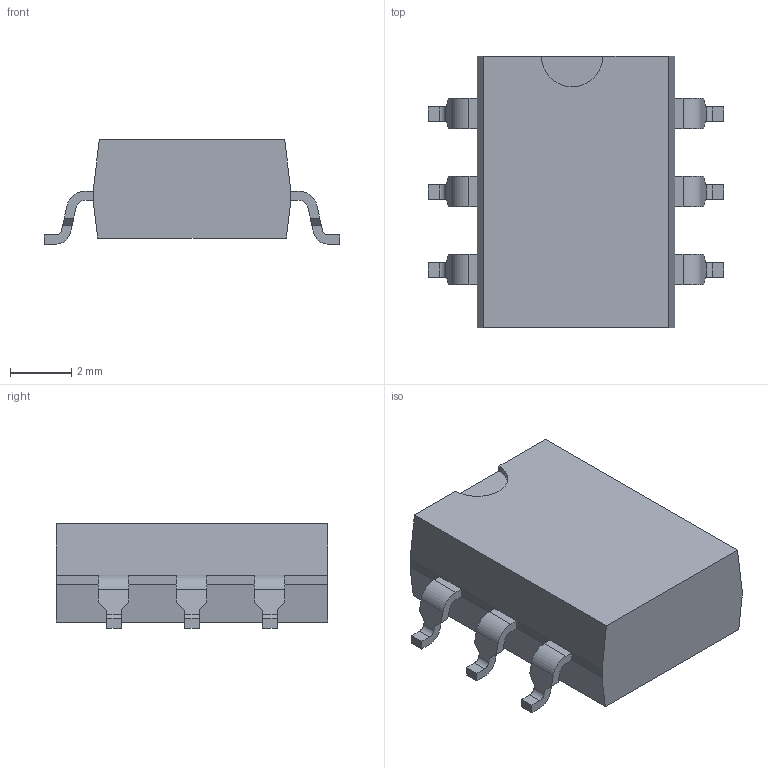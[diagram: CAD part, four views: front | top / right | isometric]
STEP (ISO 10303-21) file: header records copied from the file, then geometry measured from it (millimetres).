
FILE_DESCRIPTION(/* description */ (''),/* implementation_level */ '2;1');
FILE_NAME(/* name */ 'PANASONIC_AQV21(DIP).stp',/* time_stamp */ '2016-05-17T14:13:38+02:00',/* author */ ('bcivel'),/* organization */ (''),/* preprocessor_version */ 'ST-DEVELOPER v15.5',/* originating_system */ 'AutoCAD Mechanical',/* authorisation */ '');
FILE_SCHEMA (('AUTOMOTIVE_DESIGN { 1 0 10303 214 3 1 1 }'));
Length unit declared in the file: millimetre
Products named in the file (1): Product
Bounding box: 9.62 x 8.85 x 3.4 mm (x, y, z)
Volume: 181.1 mm3; surface area: 240.6 mm2
Topology: 7 solids, 7 shells, 126 faces, 336 edges, 224 vertices
Faces by surface type: plane 101, cylinder 25
Entity records: 3923 total; most frequent: CARTESIAN_POINT 687, ORIENTED_EDGE 672, DIRECTION 640, EDGE_CURVE 336, LINE 286, VECTOR 286, VERTEX_POINT 224, AXIS2_PLACEMENT_3D 177
